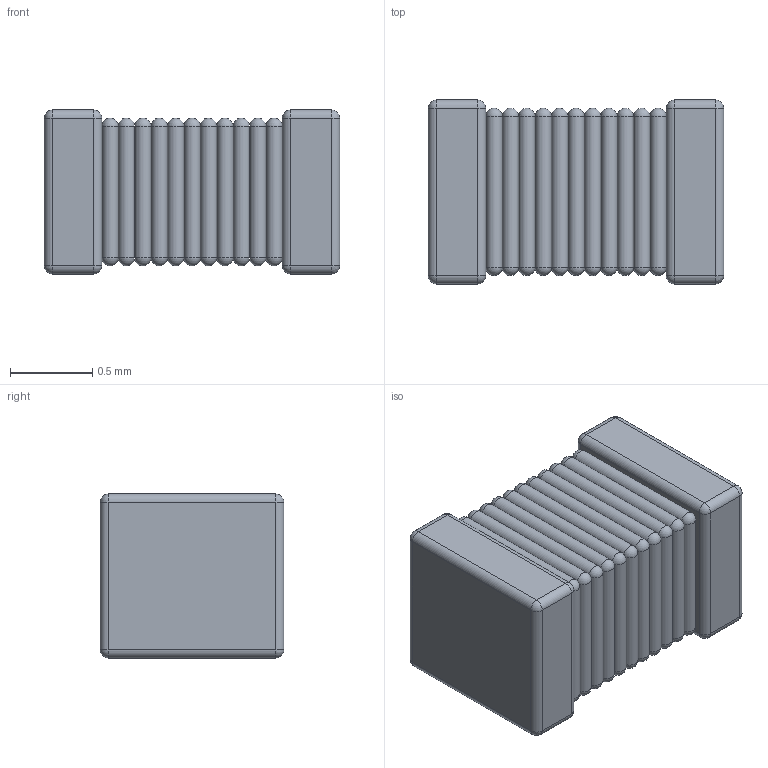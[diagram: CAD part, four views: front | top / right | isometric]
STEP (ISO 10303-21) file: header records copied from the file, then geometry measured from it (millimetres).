
FILE_DESCRIPTION((''),'2;1');
FILE_NAME('IND_ABRACON_AISC-0603.stp','2010-09-23T09:01:18',(''),(''),'Mechanical Desktop 2010','Mechanical Desktop 2010',', , ');
FILE_SCHEMA(('AUTOMOTIVE_DESIGN { 1 2 10303 214 1 1 1 1 }'));
Length unit declared in the file: millimetre
Products named in the file (1): Product
Bounding box: 1.8 x 1.12 x 1 mm (x, y, z)
Volume: 1.7 mm3; surface area: 29.5 mm2
Topology: 13 solids, 13 shells, 162 faces, 376 edges, 180 vertices
Faces by surface type: cylinder 60, sphere 56, plane 28, bspline 18
Entity records: 4336 total; most frequent: CARTESIAN_POINT 917, DIRECTION 786, ORIENTED_EDGE 632, AXIS2_PLACEMENT_3D 325, EDGE_CURVE 316, VERTEX_POINT 180, CIRCLE 180, EDGE_LOOP 162
